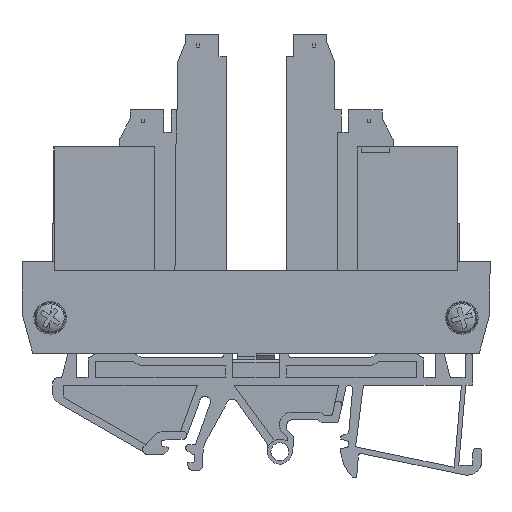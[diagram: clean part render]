
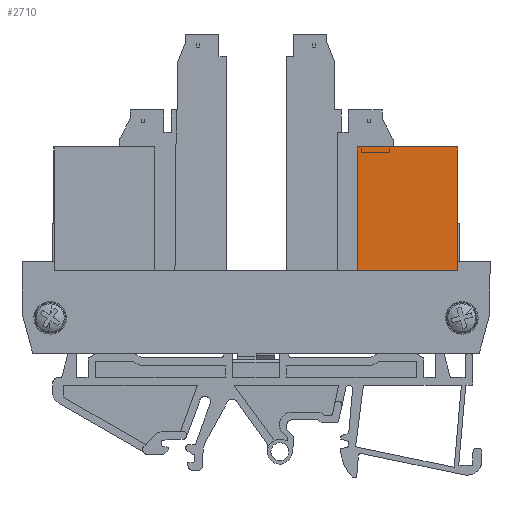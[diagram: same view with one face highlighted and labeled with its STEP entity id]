
A CAD part, left-side view. The second image highlights one B-rep face of the part: STEP entity #2710.
In plain terms, the highlighted planar face has unit normal (-1, 0, 0).
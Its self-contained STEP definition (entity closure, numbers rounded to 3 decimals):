
#2683=AXIS2_PLACEMENT_3D('Plane Axis2P3D',#2680,#2681,#2682) ;
#2650=CARTESIAN_POINT('Vertex',(2.65,24.53,36.952)) ;
#2653=CARTESIAN_POINT('Line Origine',(2.65,24.53,49.027)) ;
#2657=CARTESIAN_POINT('Vertex',(2.65,24.53,61.102)) ;
#2680=CARTESIAN_POINT('Axis2P3D Location',(2.65,24.53,31.952)) ;
#2685=CARTESIAN_POINT('Line Origine',(2.65,15.28,36.952)) ;
#2689=CARTESIAN_POINT('Vertex',(2.65,6.03,36.952)) ;
#2692=CARTESIAN_POINT('Line Origine',(2.65,6.03,49.027)) ;
#2696=CARTESIAN_POINT('Vertex',(2.65,6.03,61.102)) ;
#2699=CARTESIAN_POINT('Line Origine',(2.65,15.28,61.102)) ;
#2654=DIRECTION('Vector Direction',(0.,0.,-1.)) ;
#2681=DIRECTION('Axis2P3D Direction',(-1.,0.,0.)) ;
#2682=DIRECTION('Axis2P3D XDirection',(0.,0.,1.)) ;
#2686=DIRECTION('Vector Direction',(0.,-1.,0.)) ;
#2693=DIRECTION('Vector Direction',(0.,0.,-1.)) ;
#2700=DIRECTION('Vector Direction',(0.,1.,0.)) ;
#2655=VECTOR('Line Direction',#2654,1.) ;
#2687=VECTOR('Line Direction',#2686,1.) ;
#2694=VECTOR('Line Direction',#2693,1.) ;
#2701=VECTOR('Line Direction',#2700,1.) ;
#2705=ORIENTED_EDGE('',*,*,#2691,.T.) ;
#2706=ORIENTED_EDGE('',*,*,#2698,.F.) ;
#2707=ORIENTED_EDGE('',*,*,#2703,.T.) ;
#2708=ORIENTED_EDGE('',*,*,#2659,.T.) ;
#2710=ADVANCED_FACE('NONE',(#2709),#2684,.T.) ;
#2659=EDGE_CURVE('',#2658,#2651,#2656,.T.) ;
#2691=EDGE_CURVE('',#2651,#2690,#2688,.T.) ;
#2698=EDGE_CURVE('',#2697,#2690,#2695,.T.) ;
#2703=EDGE_CURVE('',#2697,#2658,#2702,.T.) ;
#2704=EDGE_LOOP('',(#2705,#2706,#2707,#2708)) ;
#2709=FACE_OUTER_BOUND('',#2704,.T.) ;
#2656=LINE('Line',#2653,#2655) ;
#2688=LINE('Line',#2685,#2687) ;
#2695=LINE('Line',#2692,#2694) ;
#2702=LINE('Line',#2699,#2701) ;
#2684=PLANE('',#2683) ;
#2651=VERTEX_POINT('',#2650) ;
#2658=VERTEX_POINT('',#2657) ;
#2690=VERTEX_POINT('',#2689) ;
#2697=VERTEX_POINT('',#2696) ;
